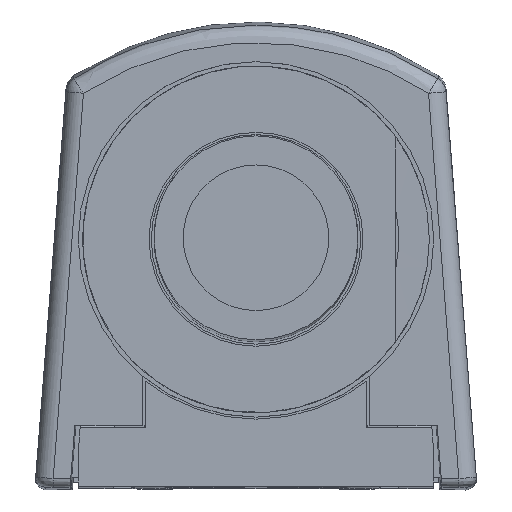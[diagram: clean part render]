
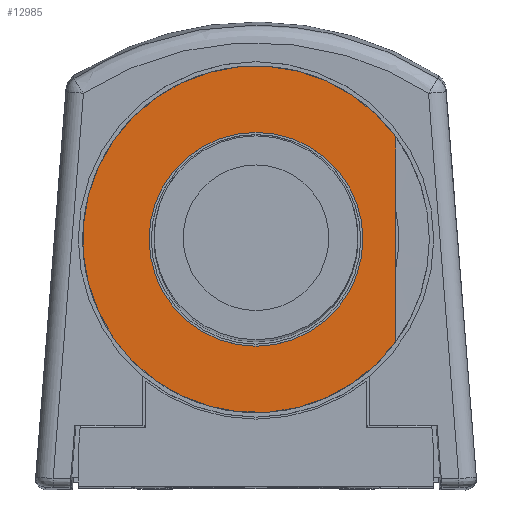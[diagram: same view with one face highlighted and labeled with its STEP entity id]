
A CAD part, top view. The second image highlights one B-rep face of the part: STEP entity #12985.
In plain terms, the highlighted face is planar.
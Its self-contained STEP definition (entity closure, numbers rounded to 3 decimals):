
#228=FACE_BOUND('',#2531,.T.);
#1093=PLANE('',#14224);
#1764=FACE_OUTER_BOUND('',#2530,.T.);
#2530=EDGE_LOOP('',(#11573,#11574,#11575,#11576));
#2531=EDGE_LOOP('',(#11577));
#3097=CIRCLE('',#14220,5.95);
#3100=CIRCLE('',#14225,3.67);
#4054=LINE('',#25765,#5103);
#4055=LINE('',#25768,#5104);
#4056=LINE('',#25770,#5105);
#5103=VECTOR('',#17296,2.531);
#5104=VECTOR('',#17299,2.531);
#5105=VECTOR('',#17302,10.);
#6331=VERTEX_POINT('',#25756);
#6333=VERTEX_POINT('',#25759);
#6334=VERTEX_POINT('',#25764);
#6335=VERTEX_POINT('',#25766);
#6336=VERTEX_POINT('',#25771);
#8119=EDGE_CURVE('',#6333,#6331,#3097,.T.);
#8122=EDGE_CURVE('',#6333,#6334,#4054,.T.);
#8124=EDGE_CURVE('',#6335,#6331,#4055,.T.);
#8125=EDGE_CURVE('',#6334,#6335,#4056,.T.);
#8126=EDGE_CURVE('',#6336,#6336,#3100,.T.);
#11573=ORIENTED_EDGE('',*,*,#8122,.F.);
#11574=ORIENTED_EDGE('',*,*,#8119,.T.);
#11575=ORIENTED_EDGE('',*,*,#8124,.F.);
#11576=ORIENTED_EDGE('',*,*,#8125,.F.);
#11577=ORIENTED_EDGE('',*,*,#8126,.T.);
#12985=ADVANCED_FACE('',(#1764,#228),#1093,.T.);
#14220=AXIS2_PLACEMENT_3D('',#25760,#17289,#17290);
#14224=AXIS2_PLACEMENT_3D('',#25769,#17300,#17301);
#14225=AXIS2_PLACEMENT_3D('',#25772,#17303,#17304);
#17289=DIRECTION('center_axis',(1.,0.,0.));
#17290=DIRECTION('ref_axis',(0.,-0.807,-0.591));
#17296=DIRECTION('',(0.,0.,1.));
#17299=DIRECTION('',(0.,0.,1.));
#17300=DIRECTION('center_axis',(1.,0.,0.));
#17301=DIRECTION('ref_axis',(0.,0.,-1.));
#17302=DIRECTION('',(0.,0.,1.));
#17303=DIRECTION('center_axis',(-1.,0.,0.));
#17304=DIRECTION('ref_axis',(0.,0.,-1.));
#25756=CARTESIAN_POINT('',(307.33,225.555,3.516));
#25759=CARTESIAN_POINT('',(307.33,225.555,-3.516));
#25760=CARTESIAN_POINT('Origin',(307.331,230.355,0.));
#25764=CARTESIAN_POINT('',(307.33,225.555,-0.985));
#25765=CARTESIAN_POINT('',(307.33,225.555,-3.516));
#25766=CARTESIAN_POINT('',(307.33,225.555,0.985));
#25768=CARTESIAN_POINT('',(307.33,225.555,0.985));
#25769=CARTESIAN_POINT('Origin',(307.331,234.025,0.));
#25770=CARTESIAN_POINT('',(307.331,225.555,0.));
#25771=CARTESIAN_POINT('',(307.331,226.685,0.));
#25772=CARTESIAN_POINT('Origin',(307.331,230.355,0.));
